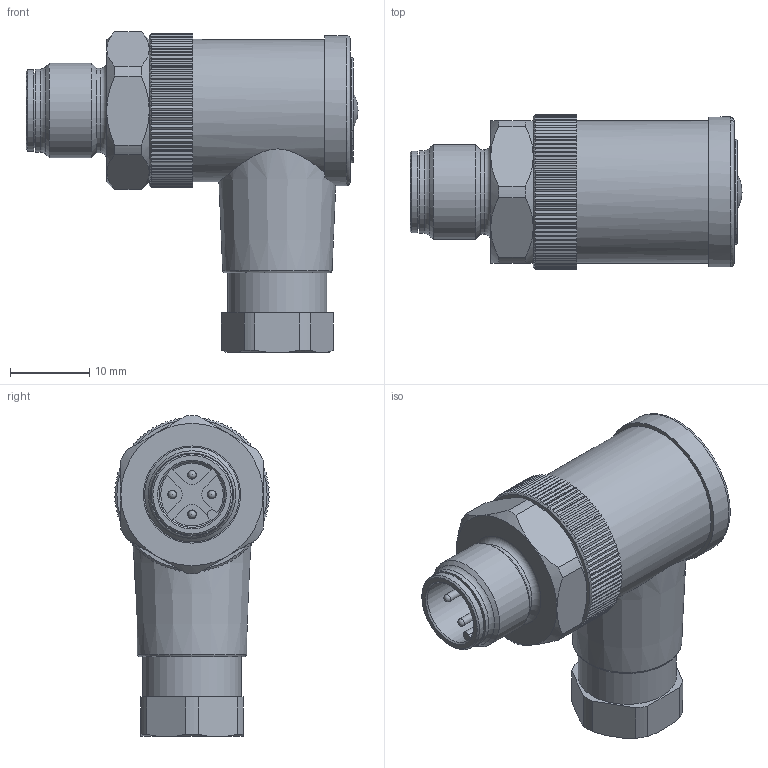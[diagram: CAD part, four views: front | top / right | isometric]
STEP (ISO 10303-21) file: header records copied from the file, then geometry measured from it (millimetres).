
FILE_DESCRIPTION(/* description */ (''),/* implementation_level */ '2;1');
FILE_NAME(/* name */ '99-0429-92-04-001_00.stp',/* time_stamp */ '2013-10-17T10:44:40+02:00',/* author */ (''),/* organization */ (''),/* preprocessor_version */ 'ST-DEVELOPER v14',/* originating_system */ 'SIEMENS PLM Software NX 8.0',/* authorisation */ '');
FILE_SCHEMA (('AP203_CONFIGURATION_CONTROLLED_3D_DESIGN_OF_MECHANICAL_PARTS_AND_ASSEMBLIES_MIM_LF { 1 0 10303 403 2 1 2}'));
Length unit declared in the file: millimetre
Products named in the file (1): sach0BBC2991szfr
Bounding box: 42 x 19.59 x 40.6 mm (x, y, z)
Volume: 12033.7 mm3; surface area: 4385.5 mm2
Topology: 1 solids, 1 shells, 423 faces, 1205 edges, 798 vertices
Faces by surface type: plane 246, cylinder 138, cone 28, torus 6, sphere 5
Full cylindrical faces by diameter (mm): 1 x4, 1.1 x4, 2 x1, 6.5 x1, 8.3 x1, 9.4 x1, 10.3 x1, 10.5 x1, 10.7 x1, 12 x1, 12.5 x1, 18 x1, 19 x1
Entity records: 13812 total; most frequent: CARTESIAN_POINT 3172, ORIENTED_EDGE 2296, DIRECTION 2064, EDGE_CURVE 1148, VERTEX_POINT 776, AXIS2_PLACEMENT_3D 742, LINE 580, VECTOR 580
